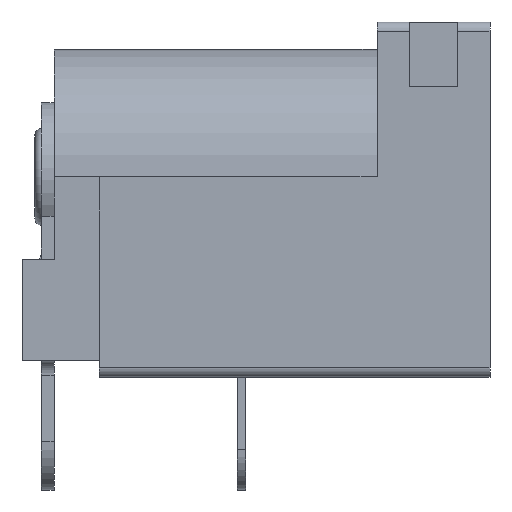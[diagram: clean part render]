
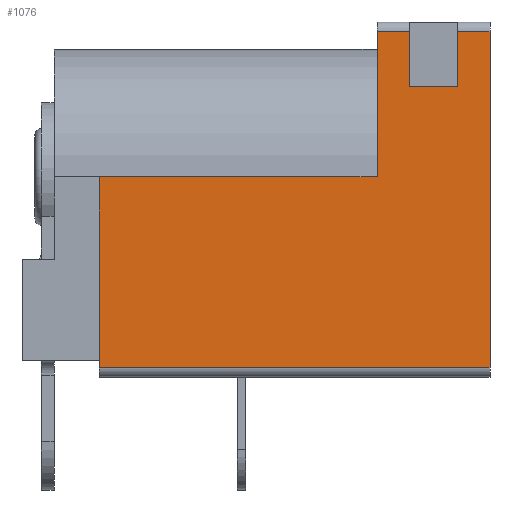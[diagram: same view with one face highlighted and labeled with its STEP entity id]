
A CAD part, front view. The second image highlights one B-rep face of the part: STEP entity #1076.
In plain terms, the highlighted planar face has unit normal (0, -1, 0).
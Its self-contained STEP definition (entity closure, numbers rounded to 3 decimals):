
#565 = VERTEX_POINT('',#566);
#566 = CARTESIAN_POINT('',(1.6,-4.495,0.291));
#573 = EDGE_CURVE('',#574,#565,#576,.T.);
#574 = VERTEX_POINT('',#575);
#575 = CARTESIAN_POINT('',(1.6,-4.495,6.191));
#576 = LINE('',#577,#578);
#577 = CARTESIAN_POINT('',(1.6,-4.495,10.691));
#578 = VECTOR('',#579,1.);
#579 = DIRECTION('',(0.,0.,-1.));
#697 = VERTEX_POINT('',#698);
#698 = CARTESIAN_POINT('',(10.2,-4.495,10.691));
#705 = EDGE_CURVE('',#697,#706,#708,.T.);
#706 = VERTEX_POINT('',#707);
#707 = CARTESIAN_POINT('',(11.2,-4.495,10.691));
#708 = LINE('',#709,#710);
#709 = CARTESIAN_POINT('',(1.6,-4.495,10.691));
#710 = VECTOR('',#711,1.);
#711 = DIRECTION('',(1.,0.,0.));
#890 = VERTEX_POINT('',#891);
#891 = CARTESIAN_POINT('',(12.7,-4.495,10.691));
#898 = EDGE_CURVE('',#890,#899,#901,.T.);
#899 = VERTEX_POINT('',#900);
#900 = CARTESIAN_POINT('',(13.7,-4.495,10.691));
#901 = LINE('',#902,#903);
#902 = CARTESIAN_POINT('',(1.6,-4.495,10.691));
#903 = VECTOR('',#904,1.);
#904 = DIRECTION('',(1.,0.,0.));
#1056 = VERTEX_POINT('',#1057);
#1057 = CARTESIAN_POINT('',(13.7,-4.495,0.291));
#1064 = EDGE_CURVE('',#565,#1056,#1065,.T.);
#1065 = LINE('',#1066,#1067);
#1066 = CARTESIAN_POINT('',(1.6,-4.495,0.291));
#1067 = VECTOR('',#1068,1.);
#1068 = DIRECTION('',(1.,0.,0.));
#1076 = ADVANCED_FACE('',(#1077),#1125,.T.);
#1077 = FACE_BOUND('',#1078,.T.);
#1078 = EDGE_LOOP('',(#1079,#1087,#1088,#1089,#1095,#1096,#1104,#1112,
    #1118,#1119));
#1079 = ORIENTED_EDGE('',*,*,#1080,.T.);
#1080 = EDGE_CURVE('',#1081,#574,#1083,.T.);
#1081 = VERTEX_POINT('',#1082);
#1082 = CARTESIAN_POINT('',(10.2,-4.495,6.191));
#1083 = LINE('',#1084,#1085);
#1084 = CARTESIAN_POINT('',(10.2,-4.495,6.191));
#1085 = VECTOR('',#1086,1.);
#1086 = DIRECTION('',(-1.,0.,0.));
#1087 = ORIENTED_EDGE('',*,*,#573,.T.);
#1088 = ORIENTED_EDGE('',*,*,#1064,.T.);
#1089 = ORIENTED_EDGE('',*,*,#1090,.F.);
#1090 = EDGE_CURVE('',#899,#1056,#1091,.T.);
#1091 = LINE('',#1092,#1093);
#1092 = CARTESIAN_POINT('',(13.7,-4.495,10.691));
#1093 = VECTOR('',#1094,1.);
#1094 = DIRECTION('',(0.,0.,-1.));
#1095 = ORIENTED_EDGE('',*,*,#898,.F.);
#1096 = ORIENTED_EDGE('',*,*,#1097,.F.);
#1097 = EDGE_CURVE('',#1098,#890,#1100,.T.);
#1098 = VERTEX_POINT('',#1099);
#1099 = CARTESIAN_POINT('',(12.7,-4.495,8.991));
#1100 = LINE('',#1101,#1102);
#1101 = CARTESIAN_POINT('',(12.7,-4.495,8.991));
#1102 = VECTOR('',#1103,1.);
#1103 = DIRECTION('',(0.,0.,1.));
#1104 = ORIENTED_EDGE('',*,*,#1105,.F.);
#1105 = EDGE_CURVE('',#1106,#1098,#1108,.T.);
#1106 = VERTEX_POINT('',#1107);
#1107 = CARTESIAN_POINT('',(11.2,-4.495,8.991));
#1108 = LINE('',#1109,#1110);
#1109 = CARTESIAN_POINT('',(11.2,-4.495,8.991));
#1110 = VECTOR('',#1111,1.);
#1111 = DIRECTION('',(1.,0.,0.));
#1112 = ORIENTED_EDGE('',*,*,#1113,.T.);
#1113 = EDGE_CURVE('',#1106,#706,#1114,.T.);
#1114 = LINE('',#1115,#1116);
#1115 = CARTESIAN_POINT('',(11.2,-4.495,8.991));
#1116 = VECTOR('',#1117,1.);
#1117 = DIRECTION('',(0.,0.,1.));
#1118 = ORIENTED_EDGE('',*,*,#705,.F.);
#1119 = ORIENTED_EDGE('',*,*,#1120,.F.);
#1120 = EDGE_CURVE('',#1081,#697,#1121,.T.);
#1121 = LINE('',#1122,#1123);
#1122 = CARTESIAN_POINT('',(10.2,-4.495,10.991));
#1123 = VECTOR('',#1124,1.);
#1124 = DIRECTION('',(0.,0.,1.));
#1125 = PLANE('',#1126);
#1126 = AXIS2_PLACEMENT_3D('',#1127,#1128,#1129);
#1127 = CARTESIAN_POINT('',(1.6,-4.495,10.691));
#1128 = DIRECTION('',(0.,-1.,0.));
#1129 = DIRECTION('',(1.,0.,0.));
